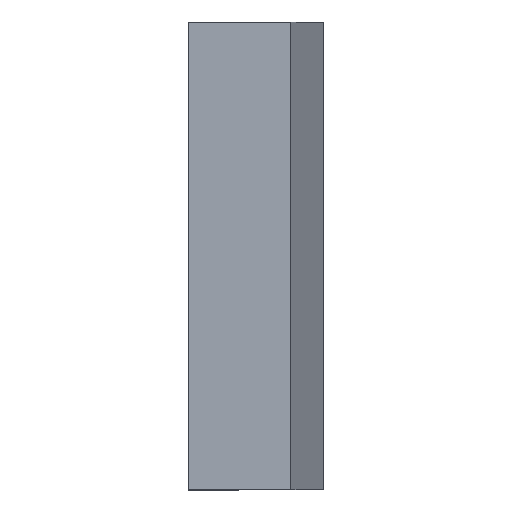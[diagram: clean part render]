
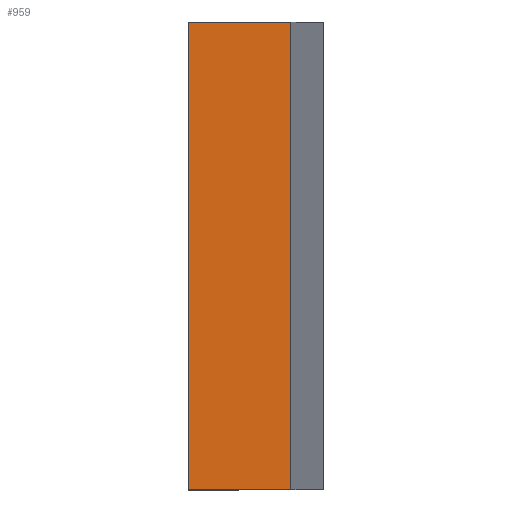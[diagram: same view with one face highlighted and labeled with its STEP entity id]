
A CAD part, top view. The second image highlights one B-rep face of the part: STEP entity #959.
In plain terms, the highlighted planar face has unit normal (0, 0, 1).
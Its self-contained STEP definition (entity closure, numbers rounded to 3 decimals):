
#90 = PLANE('',#91);
#91 = AXIS2_PLACEMENT_3D('',#92,#93,#94);
#92 = CARTESIAN_POINT('',(-39.88,7.6,82.825
    ));
#93 = DIRECTION('',(0.,1.,0.));
#94 = DIRECTION('',(0.,0.,1.));
#118 = PLANE('',#119);
#119 = AXIS2_PLACEMENT_3D('',#120,#121,#122);
#120 = CARTESIAN_POINT('',(-45.034,29.051,
    82.823));
#121 = DIRECTION('',(-1.,0.,0.));
#122 = DIRECTION('',(0.,0.,1.));
#321 = VERTEX_POINT('',#322);
#322 = CARTESIAN_POINT('',(-45.034,7.6,
    100.315));
#343 = EDGE_CURVE('',#344,#321,#346,.T.);
#344 = VERTEX_POINT('',#345);
#345 = CARTESIAN_POINT('',(-45.034,49.6,
    100.315));
#346 = SURFACE_CURVE('',#347,(#351,#358),.PCURVE_S1.);
#347 = LINE('',#348,#349);
#348 = CARTESIAN_POINT('',(-45.034,21.6,
    100.315));
#349 = VECTOR('',#350,1.);
#350 = DIRECTION('',(0.,-1.,0.));
#351 = PCURVE('',#118,#352);
#352 = DEFINITIONAL_REPRESENTATION('',(#353),#357);
#353 = LINE('',#354,#355);
#354 = CARTESIAN_POINT('',(17.492,-7.451));
#355 = VECTOR('',#356,1.);
#356 = DIRECTION('',(0.,-1.));
#357 = ( GEOMETRIC_REPRESENTATION_CONTEXT(2) 
PARAMETRIC_REPRESENTATION_CONTEXT() REPRESENTATION_CONTEXT('2D SPACE',''
  ) );
#358 = PCURVE('',#359,#364);
#359 = PLANE('',#360);
#360 = AXIS2_PLACEMENT_3D('',#361,#362,#363);
#361 = CARTESIAN_POINT('',(-40.445,28.6,
    100.315));
#362 = DIRECTION('',(0.,0.,1.));
#363 = DIRECTION('',(0.,1.,0.));
#364 = DEFINITIONAL_REPRESENTATION('',(#365),#369);
#365 = LINE('',#366,#367);
#366 = CARTESIAN_POINT('',(-7.,4.589));
#367 = VECTOR('',#368,1.);
#368 = DIRECTION('',(-1.,0.));
#369 = ( GEOMETRIC_REPRESENTATION_CONTEXT(2) 
PARAMETRIC_REPRESENTATION_CONTEXT() REPRESENTATION_CONTEXT('2D SPACE',''
  ) );
#387 = PLANE('',#388);
#388 = AXIS2_PLACEMENT_3D('',#389,#390,#391);
#389 = CARTESIAN_POINT('',(-39.575,49.6,
    84.673));
#390 = DIRECTION('',(0.,1.,0.));
#391 = DIRECTION('',(0.,0.,1.));
#661 = EDGE_CURVE('',#662,#321,#664,.T.);
#662 = VERTEX_POINT('',#663);
#663 = CARTESIAN_POINT('',(-35.856,7.6,
    100.315));
#664 = SURFACE_CURVE('',#665,(#669,#676),.PCURVE_S1.);
#665 = LINE('',#666,#667);
#666 = CARTESIAN_POINT('',(-35.856,7.6,
    100.315));
#667 = VECTOR('',#668,1.);
#668 = DIRECTION('',(-1.,0.,0.));
#669 = PCURVE('',#90,#670);
#670 = DEFINITIONAL_REPRESENTATION('',(#671),#675);
#671 = LINE('',#672,#673);
#672 = CARTESIAN_POINT('',(17.489,4.024));
#673 = VECTOR('',#674,1.);
#674 = DIRECTION('',(0.,-1.));
#675 = ( GEOMETRIC_REPRESENTATION_CONTEXT(2) 
PARAMETRIC_REPRESENTATION_CONTEXT() REPRESENTATION_CONTEXT('2D SPACE',''
  ) );
#676 = PCURVE('',#359,#677);
#677 = DEFINITIONAL_REPRESENTATION('',(#678),#682);
#678 = LINE('',#679,#680);
#679 = CARTESIAN_POINT('',(-21.,-4.589));
#680 = VECTOR('',#681,1.);
#681 = DIRECTION('',(0.,1.));
#682 = ( GEOMETRIC_REPRESENTATION_CONTEXT(2) 
PARAMETRIC_REPRESENTATION_CONTEXT() REPRESENTATION_CONTEXT('2D SPACE',''
  ) );
#700 = PLANE('',#701);
#701 = AXIS2_PLACEMENT_3D('',#702,#703,#704);
#702 = CARTESIAN_POINT('',(-34.41,28.6,
    92.125));
#703 = DIRECTION('',(0.985,0.,0.174)
  );
#704 = DIRECTION('',(0.174,0.,-0.985)
  );
#959 = ADVANCED_FACE('',(#960),#359,.T.);
#960 = FACE_BOUND('',#961,.T.);
#961 = EDGE_LOOP('',(#962,#985,#1006,#1007));
#962 = ORIENTED_EDGE('',*,*,#963,.T.);
#963 = EDGE_CURVE('',#662,#964,#966,.T.);
#964 = VERTEX_POINT('',#965);
#965 = CARTESIAN_POINT('',(-35.856,49.6,
    100.315));
#966 = SURFACE_CURVE('',#967,(#971,#978),.PCURVE_S1.);
#967 = LINE('',#968,#969);
#968 = CARTESIAN_POINT('',(-35.856,21.6,
    100.315));
#969 = VECTOR('',#970,1.);
#970 = DIRECTION('',(0.,1.,0.));
#971 = PCURVE('',#359,#972);
#972 = DEFINITIONAL_REPRESENTATION('',(#973),#977);
#973 = LINE('',#974,#975);
#974 = CARTESIAN_POINT('',(-7.,-4.589));
#975 = VECTOR('',#976,1.);
#976 = DIRECTION('',(1.,0.));
#977 = ( GEOMETRIC_REPRESENTATION_CONTEXT(2) 
PARAMETRIC_REPRESENTATION_CONTEXT() REPRESENTATION_CONTEXT('2D SPACE',''
  ) );
#978 = PCURVE('',#700,#979);
#979 = DEFINITIONAL_REPRESENTATION('',(#980),#984);
#980 = LINE('',#981,#982);
#981 = CARTESIAN_POINT('',(-8.316,-7.));
#982 = VECTOR('',#983,1.);
#983 = DIRECTION('',(0.,1.));
#984 = ( GEOMETRIC_REPRESENTATION_CONTEXT(2) 
PARAMETRIC_REPRESENTATION_CONTEXT() REPRESENTATION_CONTEXT('2D SPACE',''
  ) );
#985 = ORIENTED_EDGE('',*,*,#986,.F.);
#986 = EDGE_CURVE('',#344,#964,#987,.T.);
#987 = SURFACE_CURVE('',#988,(#992,#999),.PCURVE_S1.);
#988 = LINE('',#989,#990);
#989 = CARTESIAN_POINT('',(-45.034,49.6,
    100.315));
#990 = VECTOR('',#991,1.);
#991 = DIRECTION('',(1.,0.,0.));
#992 = PCURVE('',#359,#993);
#993 = DEFINITIONAL_REPRESENTATION('',(#994),#998);
#994 = LINE('',#995,#996);
#995 = CARTESIAN_POINT('',(21.,4.589));
#996 = VECTOR('',#997,1.);
#997 = DIRECTION('',(0.,-1.));
#998 = ( GEOMETRIC_REPRESENTATION_CONTEXT(2) 
PARAMETRIC_REPRESENTATION_CONTEXT() REPRESENTATION_CONTEXT('2D SPACE',''
  ) );
#999 = PCURVE('',#387,#1000);
#1000 = DEFINITIONAL_REPRESENTATION('',(#1001),#1005);
#1001 = LINE('',#1002,#1003);
#1002 = CARTESIAN_POINT('',(15.641,-5.459));
#1003 = VECTOR('',#1004,1.);
#1004 = DIRECTION('',(0.,1.));
#1005 = ( GEOMETRIC_REPRESENTATION_CONTEXT(2) 
PARAMETRIC_REPRESENTATION_CONTEXT() REPRESENTATION_CONTEXT('2D SPACE',''
  ) );
#1006 = ORIENTED_EDGE('',*,*,#343,.T.);
#1007 = ORIENTED_EDGE('',*,*,#661,.F.);
